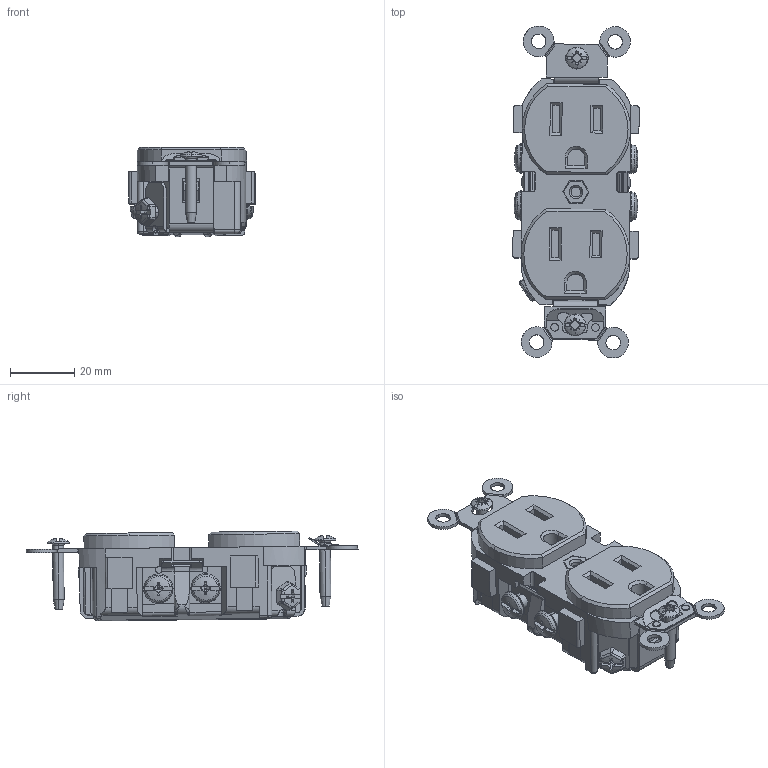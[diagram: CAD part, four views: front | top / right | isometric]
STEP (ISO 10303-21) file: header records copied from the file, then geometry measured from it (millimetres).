
FILE_DESCRIPTION (( 'STEP AP214' ), '1' );
FILE_NAME ('CATSTD-CR015-00W-M01.STEP', '2020-02-12T21:17:22', ( '' ), ( '' ), 'SwSTEP 2.0', 'SolidWorks 2017', '' );
FILE_SCHEMA (( 'AUTOMOTIVE_DESIGN' ));
Length unit declared in the file: millimetre
Products named in the file (3): CR015; OG63752-M01-REF-MM-REV-A04_-02-26-07; CATSTD-CR015-00W-M01
Assembly tree (3 placements, depth 2):
  CATSTD-CR015-00W-M01
    CR015
    OG63752-M01-REF-MM-REV-A04_-02-26-07  x2
Bounding box: 39.3 x 103.34 x 27.93 mm (x, y, z)
Volume: 53652.1 mm3; surface area: 17653.5 mm2
Topology: 3 solids, 3 shells, 1065 faces, 2891 edges, 1853 vertices
Faces by surface type: plane 707, cylinder 192, bspline 95, cone 47, torus 20, sphere 4
Entity records: 49739 total; most frequent: CARTESIAN_POINT 15381, ORIENTED_EDGE 5498, DIRECTION 4107, EDGE_CURVE 2749, VERTEX_POINT 1763, LINE 1727, VECTOR 1727, AXIS2_PLACEMENT_3D 1190
